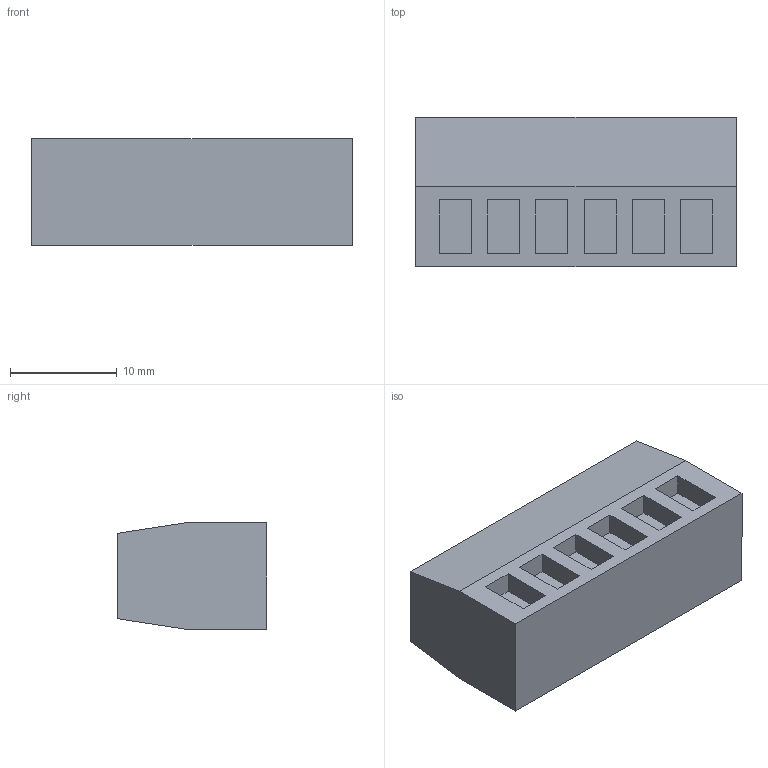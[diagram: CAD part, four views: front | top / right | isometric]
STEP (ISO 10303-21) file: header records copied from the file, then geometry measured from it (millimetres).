
FILE_DESCRIPTION (( 'STEP AP203' ), '1' );
FILE_NAME ('Terminal_Predeterminado_sldprt.STEP', '2024-02-29T15:20:40', ( '' ), ( '' ), 'SwSTEP 2.0', 'SolidWorks 2022', '' );
FILE_SCHEMA (( 'CONFIG_CONTROL_DESIGN' ));
Length unit declared in the file: millimetre
Products named in the file (1): Terminal_Predeterminado_sldprt
Bounding box: 30 x 14 x 10 mm (x, y, z)
Volume: 3709.5 mm3; surface area: 1975.5 mm2
Topology: 1 solids, 1 shells, 56 faces, 126 edges, 84 vertices
Faces by surface type: plane 44, cylinder 12
Entity records: 1631 total; most frequent: CARTESIAN_POINT 267, DIRECTION 264, ORIENTED_EDGE 252, EDGE_CURVE 126, VECTOR 102, LINE 102, VERTEX_POINT 84, AXIS2_PLACEMENT_3D 81
